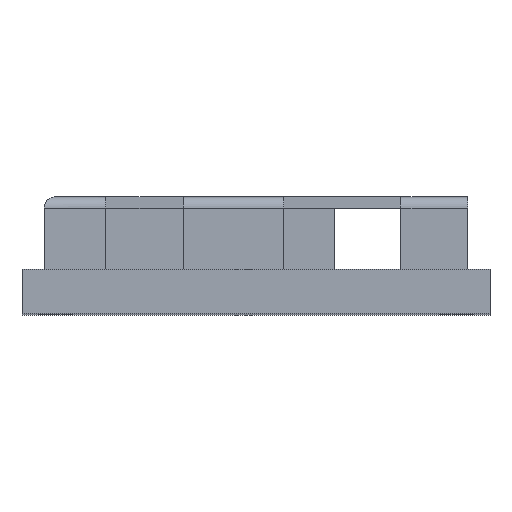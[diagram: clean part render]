
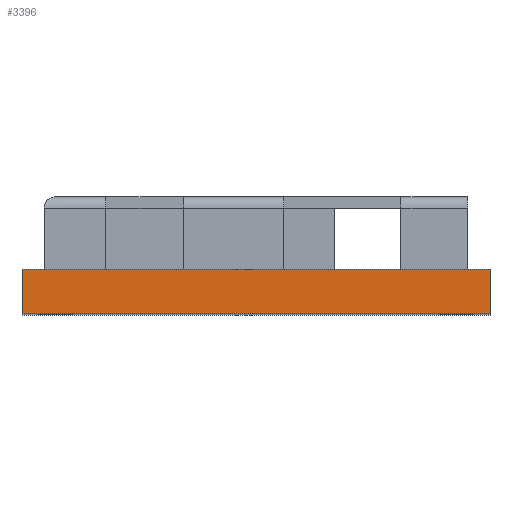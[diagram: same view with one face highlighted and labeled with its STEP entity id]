
A CAD part, top view. The second image highlights one B-rep face of the part: STEP entity #3396.
In plain terms, the highlighted planar face has unit normal (0, 0, 1).
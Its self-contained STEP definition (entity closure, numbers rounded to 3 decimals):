
#5=DIRECTION('',(1.,0.,0.));
#6=VECTOR('',#5,8.4);
#7=CARTESIAN_POINT('',(-4.2,0.,6.6));
#8=LINE('',#7,#6);
#539=DIRECTION('',(0.,1.,0.));
#540=VECTOR('',#539,0.8);
#541=CARTESIAN_POINT('',(4.2,0.,6.6));
#542=LINE('',#541,#540);
#543=DIRECTION('',(0.,1.,0.));
#544=VECTOR('',#543,0.8);
#545=CARTESIAN_POINT('',(-4.2,0.,6.6));
#546=LINE('',#545,#544);
#559=DIRECTION('',(1.,0.,0.));
#560=VECTOR('',#559,8.4);
#561=CARTESIAN_POINT('',(-4.2,0.8,6.6));
#562=LINE('',#561,#560);
#2282=CARTESIAN_POINT('',(-4.2,0.,6.6));
#2284=VERTEX_POINT('',#2282);
#2285=CARTESIAN_POINT('',(4.2,0.,6.6));
#2286=VERTEX_POINT('',#2285);
#2290=CARTESIAN_POINT('',(-4.2,0.8,6.6));
#2292=VERTEX_POINT('',#2290);
#2293=CARTESIAN_POINT('',(4.2,0.8,6.6));
#2294=VERTEX_POINT('',#2293);
#3384=CARTESIAN_POINT('',(-4.2,0.,6.6));
#3385=DIRECTION('',(0.,0.,1.));
#3386=DIRECTION('',(1.,0.,0.));
#3387=AXIS2_PLACEMENT_3D('',#3384,#3385,#3386);
#3388=PLANE('',#3387);
#3389=ORIENTED_EDGE('',*,*,#3012,.F.);
#3390=ORIENTED_EDGE('',*,*,#3351,.T.);
#3392=ORIENTED_EDGE('',*,*,#3391,.T.);
#3393=ORIENTED_EDGE('',*,*,#3376,.F.);
#3394=EDGE_LOOP('',(#3389,#3390,#3392,#3393));
#3395=FACE_OUTER_BOUND('',#3394,.F.);
#3396=ADVANCED_FACE('',(#3395),#3388,.T.);
#3012=EDGE_CURVE('',#2284,#2286,#8,.T.);
#3351=EDGE_CURVE('',#2284,#2292,#546,.T.);
#3376=EDGE_CURVE('',#2286,#2294,#542,.T.);
#3391=EDGE_CURVE('',#2292,#2294,#562,.T.);
